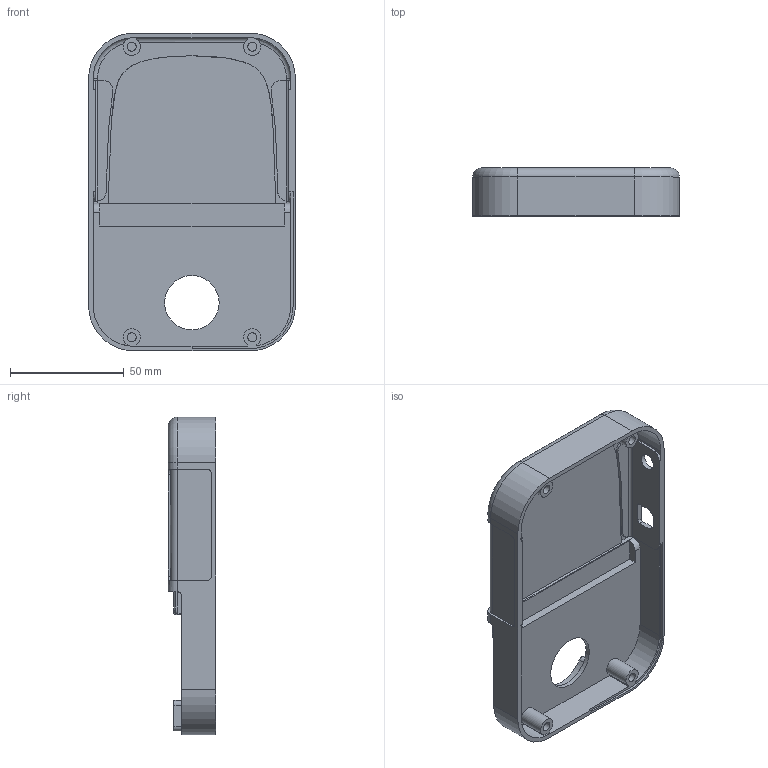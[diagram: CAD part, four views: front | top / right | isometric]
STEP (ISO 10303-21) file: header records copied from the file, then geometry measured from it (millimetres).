
FILE_DESCRIPTION(/* description */ (''),/* implementation_level */ '2;1');
FILE_NAME(/* name */ 'PS01-Body.step',/* time_stamp */ '2023-06-02T10:16:07-07:00',/* author */ (''),/* organization */ (''),/* preprocessor_version */ 'ST-DEVELOPER v19.2',/* originating_system */ 'Autodesk Translation Framework v12.6.0.85',/* authorisation */ '');
FILE_SCHEMA (('AUTOMOTIVE_DESIGN { 1 0 10303 214 3 1 1 }'));
Length unit declared in the file: millimetre
Products named in the file (1): Top (1)
Bounding box: 91.15 x 21 x 140 mm (x, y, z)
Volume: 41201.6 mm3; surface area: 41644.9 mm2
Topology: 1 solids, 1 shells, 168 faces, 464 edges, 304 vertices
Faces by surface type: plane 84, cylinder 60, bspline 16, torus 8
Full cylindrical faces by diameter (mm): 4 x4, 7.3 x1, 24 x1
Entity records: 6042 total; most frequent: CARTESIAN_POINT 1745, ORIENTED_EDGE 928, DIRECTION 848, EDGE_CURVE 464, VERTEX_POINT 304, AXIS2_PLACEMENT_3D 293, LINE 262, VECTOR 262
